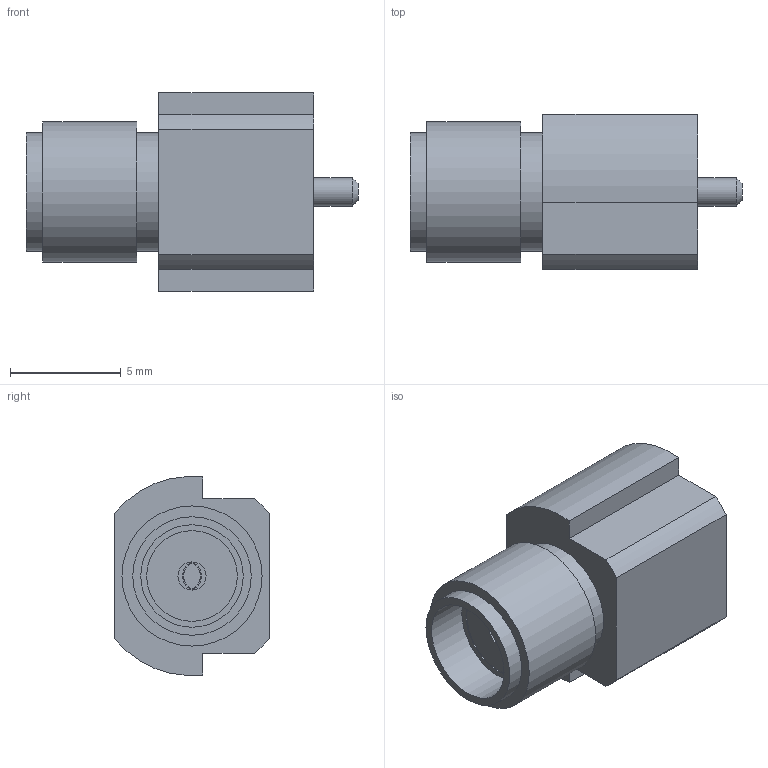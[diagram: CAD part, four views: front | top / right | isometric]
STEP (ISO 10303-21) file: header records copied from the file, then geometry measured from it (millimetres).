
FILE_DESCRIPTION( ( 'STEP AP214' ), '1' );
FILE_NAME( 'SMA-J-P-H-ST-EM3.stp', '2019-04-08T12:46:52', ( '' ), ( '' ), ' ', 'PARTsolutions', ' ' );
FILE_SCHEMA( ( 'AUTOMOTIVE_DESIGN { 1 0 10303 214 1 1 1 1 }' ) );
Length unit declared in the file: millimetre
Products named in the file (1): _SMA-J-P-H-ST-EM3
Bounding box: 15 x 7 x 8.98 mm (x, y, z)
Volume: 509.2 mm3; surface area: 506.5 mm2
Topology: 1 solids, 1 shells, 35 faces, 69 edges, 46 vertices
Faces by surface type: plane 18, cylinder 16, cone 1
Full cylindrical faces by diameter (mm): 1.27 x2, 4.1 x1, 4.25 x1, 4.63 x1, 5.35 x2, 6.33 x1
Entity records: 1158 total; most frequent: DIRECTION 164, CARTESIAN_POINT 140, ORIENTED_EDGE 118, AXIS2_PLACEMENT_3D 69, EDGE_CURVE 59, EDGE_LOOP 54, VERTEX_POINT 45, FACE_OUTER_BOUND 43
